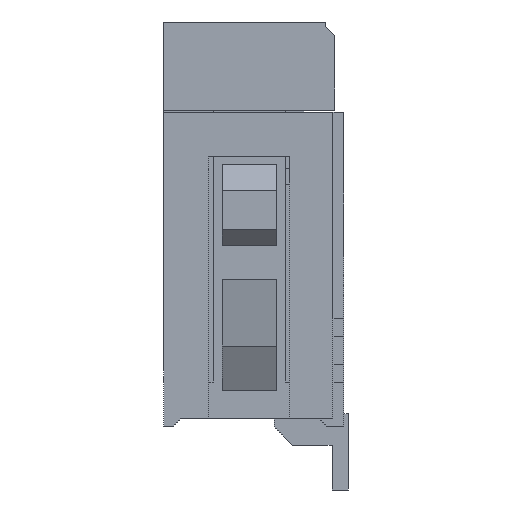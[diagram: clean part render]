
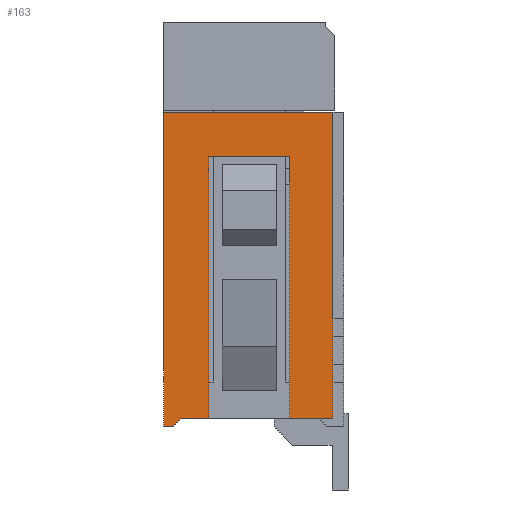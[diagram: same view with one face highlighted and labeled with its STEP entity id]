
A CAD part, left-side view. The second image highlights one B-rep face of the part: STEP entity #163.
In plain terms, the highlighted planar face has unit normal (-1, 0, 0).
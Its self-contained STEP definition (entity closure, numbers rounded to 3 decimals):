
#163=ADVANCED_FACE('',(#938),#939,.T.);
#938=FACE_OUTER_BOUND('',#2379,.T.);
#939=PLANE('',#2380);
#2379=EDGE_LOOP('',(#3830,#3831,#3832,#3833,#3834,#3835,#3836,#3837,#3838,#3839,#3840,#3841));
#2380=AXIS2_PLACEMENT_3D('',#3842,#3843,#3844);
#3830=ORIENTED_EDGE('',*,*,#10001,.F.);
#3831=ORIENTED_EDGE('',*,*,#10002,.F.);
#3832=ORIENTED_EDGE('',*,*,#10003,.F.);
#3833=ORIENTED_EDGE('',*,*,#10004,.F.);
#3834=ORIENTED_EDGE('',*,*,#10005,.F.);
#3835=ORIENTED_EDGE('',*,*,#10006,.F.);
#3836=ORIENTED_EDGE('',*,*,#10007,.F.);
#3837=ORIENTED_EDGE('',*,*,#9994,.T.);
#3838=ORIENTED_EDGE('',*,*,#10000,.T.);
#3839=ORIENTED_EDGE('',*,*,#10008,.F.);
#3840=ORIENTED_EDGE('',*,*,#10009,.T.);
#3841=ORIENTED_EDGE('',*,*,#10010,.F.);
#3842=CARTESIAN_POINT('',(-8.3,2.0,0.0));
#3843=DIRECTION('',(-1.0,0.0,0.0));
#3844=DIRECTION('',(0.0,0.0,1.0));
#9994=EDGE_CURVE('',#12087,#12088,#12089,.T.);
#10000=EDGE_CURVE('',#12088,#12097,#12099,.T.);
#10001=EDGE_CURVE('',#12100,#12101,#12102,.T.);
#10002=EDGE_CURVE('',#12103,#12100,#12104,.T.);
#10003=EDGE_CURVE('',#12105,#12103,#12106,.T.);
#10004=EDGE_CURVE('',#12107,#12105,#12108,.T.);
#10005=EDGE_CURVE('',#12109,#12107,#12110,.T.);
#10006=EDGE_CURVE('',#12111,#12109,#12112,.T.);
#10007=EDGE_CURVE('',#12087,#12111,#12113,.T.);
#10008=EDGE_CURVE('',#12114,#12097,#12115,.T.);
#10009=EDGE_CURVE('',#12114,#12116,#12117,.T.);
#10010=EDGE_CURVE('',#12101,#12116,#12118,.T.);
#12087=VERTEX_POINT('',#15392);
#12088=VERTEX_POINT('',#15393);
#12089=LINE('',#15394,#15395);
#12097=VERTEX_POINT('',#15407);
#12099=LINE('',#15410,#15411);
#12100=VERTEX_POINT('',#15412);
#12101=VERTEX_POINT('',#15413);
#12102=LINE('',#15414,#15415);
#12103=VERTEX_POINT('',#15416);
#12104=LINE('',#15417,#15418);
#12105=VERTEX_POINT('',#15419);
#12106=LINE('',#15420,#15421);
#12107=VERTEX_POINT('',#15422);
#12108=LINE('',#15423,#15424);
#12109=VERTEX_POINT('',#15425);
#12110=LINE('',#15426,#15427);
#12111=VERTEX_POINT('',#15428);
#12112=LINE('',#15429,#15430);
#12113=LINE('',#15431,#15432);
#12114=VERTEX_POINT('',#15433);
#12115=LINE('',#15434,#15435);
#12116=VERTEX_POINT('',#15436);
#12117=LINE('',#15437,#15438);
#12118=LINE('',#15439,#15440);
#15392=CARTESIAN_POINT('',(-8.3,2.0,0.0));
#15393=CARTESIAN_POINT('',(-8.3,1.9,0.0));
#15394=CARTESIAN_POINT('',(-8.3,2.0,0.0));
#15395=VECTOR('',#20624,0.1);
#15407=CARTESIAN_POINT('',(-8.3,1.8,0.1));
#15410=CARTESIAN_POINT('',(-8.3,1.9,0.0));
#15411=VECTOR('',#20630,0.141);
#15412=CARTESIAN_POINT('',(-8.3,0.6,0.1));
#15413=CARTESIAN_POINT('',(-8.3,0.6,3.0));
#15414=CARTESIAN_POINT('',(-8.3,0.6,0.1));
#15415=VECTOR('',#20631,2.9);
#15416=CARTESIAN_POINT('',(-8.3,0.12,0.1));
#15417=CARTESIAN_POINT('',(-8.3,0.12,0.1));
#15418=VECTOR('',#20632,0.48);
#15419=CARTESIAN_POINT('',(-8.3,0.12,0.5));
#15420=CARTESIAN_POINT('',(-8.3,0.12,0.5));
#15421=VECTOR('',#20633,0.4);
#15422=CARTESIAN_POINT('',(-8.3,0.12,1.2));
#15423=CARTESIAN_POINT('',(-8.3,0.12,1.2));
#15424=VECTOR('',#20634,0.7);
#15425=CARTESIAN_POINT('',(-8.3,0.12,3.5));
#15426=CARTESIAN_POINT('',(-8.3,0.12,3.5));
#15427=VECTOR('',#20635,2.3);
#15428=CARTESIAN_POINT('',(-8.3,2.0,3.5));
#15429=CARTESIAN_POINT('',(-8.3,2.0,3.5));
#15430=VECTOR('',#20636,1.88);
#15431=CARTESIAN_POINT('',(-8.3,2.0,0.0));
#15432=VECTOR('',#20637,3.5);
#15433=CARTESIAN_POINT('',(-8.3,1.5,0.1));
#15434=CARTESIAN_POINT('',(-8.3,1.5,0.1));
#15435=VECTOR('',#20638,0.3);
#15436=CARTESIAN_POINT('',(-8.3,1.5,3.0));
#15437=CARTESIAN_POINT('',(-8.3,1.5,0.1));
#15438=VECTOR('',#20639,2.9);
#15439=CARTESIAN_POINT('',(-8.3,0.6,3.0));
#15440=VECTOR('',#20640,0.9);
#20624=DIRECTION('',(0.0,-1.0,0.0));
#20630=DIRECTION('',(0.0,-0.707,0.707));
#20631=DIRECTION('',(0.0,0.0,1.0));
#20632=DIRECTION('',(0.0,1.0,0.0));
#20633=DIRECTION('',(0.0,0.0,-1.0));
#20634=DIRECTION('',(0.0,0.0,-1.0));
#20635=DIRECTION('',(0.0,0.0,-1.0));
#20636=DIRECTION('',(0.0,-1.0,0.0));
#20637=DIRECTION('',(0.0,0.0,1.0));
#20638=DIRECTION('',(0.0,1.0,0.0));
#20639=DIRECTION('',(0.0,0.0,1.0));
#20640=DIRECTION('',(0.0,1.0,0.0));
